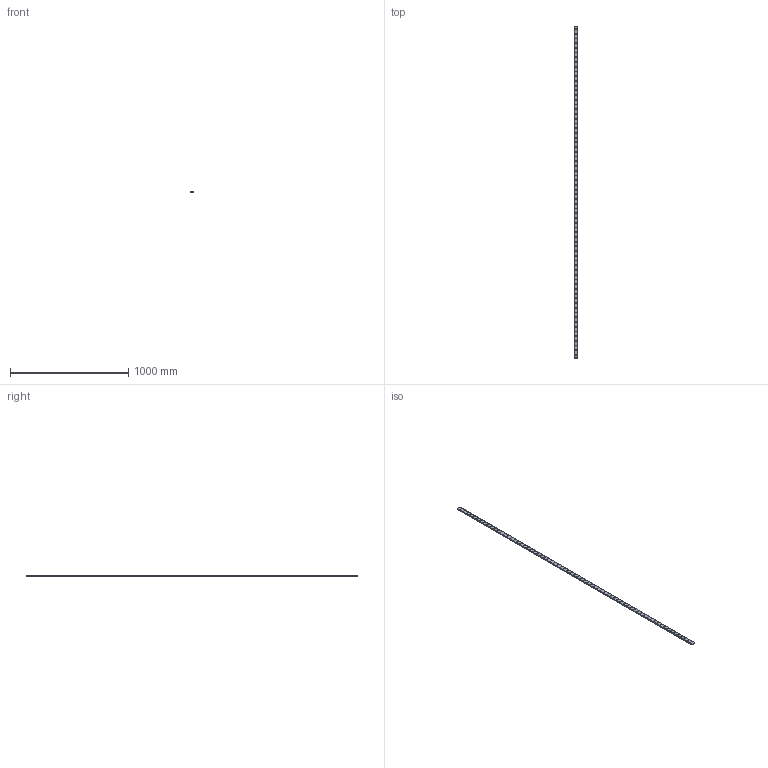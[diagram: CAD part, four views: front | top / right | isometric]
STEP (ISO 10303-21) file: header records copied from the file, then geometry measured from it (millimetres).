
FILE_DESCRIPTION(('STEP AP214'),'1');
FILE_NAME('cctmp_E4867674-1C4E-4D37-9FFC-A2C666D3811E_2021_03_02_13_35_45_0070..stp','2021-03-02T12:35:45',('HIWIN GmbH'),('CADClick - www.CADClick.com'),'Spatial InterOp 3D',' ','unknown authorization');
FILE_SCHEMA(('AUTOMOTIVE_DESIGN'));
Length unit declared in the file: millimetre
Products named in the file (1): WER17R2810H_FILE
Bounding box: 33 x 2810 x 9.3 mm (x, y, z)
Volume: 776295.8 mm3; surface area: 274585.9 mm2
Topology: 1 solids, 1 shells, 1363 faces, 2811 edges, 1874 vertices
Faces by surface type: cylinder 858, plane 505
Entity records: 47829 total; most frequent: DIRECTION 7255, CARTESIAN_POINT 6049, ORIENTED_EDGE 5622, AXIS2_PLACEMENT_3D 3080, EDGE_CURVE 2811, VERTEX_POINT 1874, EDGE_LOOP 1787, CIRCLE 1716
